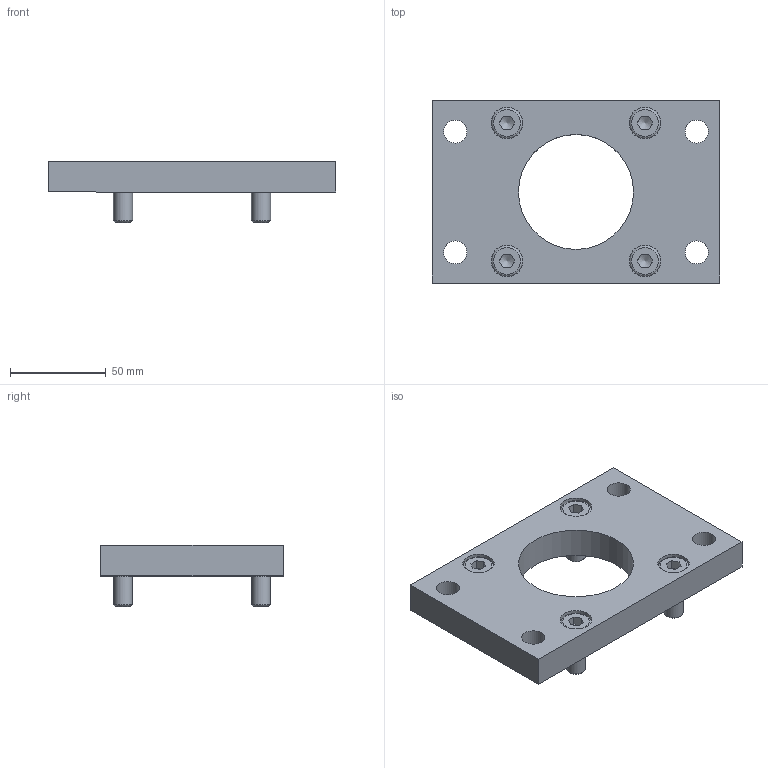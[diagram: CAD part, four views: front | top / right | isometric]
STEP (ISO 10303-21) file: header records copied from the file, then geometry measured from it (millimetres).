
FILE_DESCRIPTION(/* description */ (''),/* implementation_level */ '2;1');
FILE_NAME(/* name */ 'CAD_83013.stp',/* time_stamp */ '2018-02-14T10:55:41+01:00',/* author */ ('Hypex'),/* organization */ ('Hypex'),/* preprocessor_version */ 'ST-DEVELOPER v17',/* originating_system */ 'Autodesk Inventor 2018',/* authorisation */ '');
FILE_SCHEMA (('AUTOMOTIVE_DESIGN { 1 0 10303 214 3 1 1 }'));
Length unit declared in the file: millimetre
Products named in the file (1): CAD_83013
Bounding box: 150 x 95 x 32 mm (x, y, z)
Volume: 178087.3 mm3; surface area: 43428.8 mm2
Topology: 5 solids, 5 shells, 83 faces, 215 edges, 150 vertices
Faces by surface type: plane 46, cylinder 21, torus 8, cone 8
Full cylindrical faces by diameter (mm): 10 x4, 10.5 x4, 12 x4, 16 x4, 16.5 x4, 60 x1
Entity records: 2723 total; most frequent: CARTESIAN_POINT 501, DIRECTION 445, ORIENTED_EDGE 422, EDGE_CURVE 211, AXIS2_PLACEMENT_3D 178, VERTEX_POINT 150, EDGE_LOOP 113, CIRCLE 94
